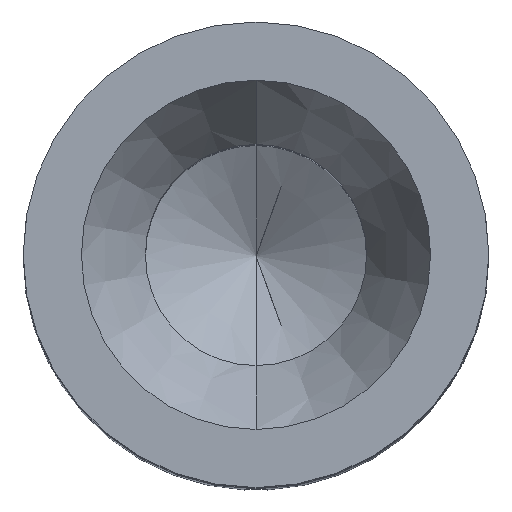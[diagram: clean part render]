
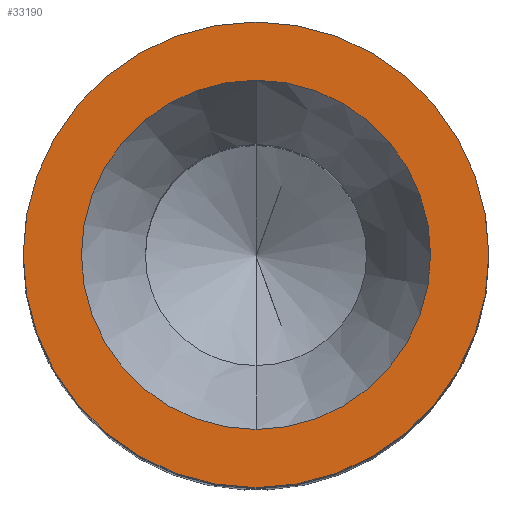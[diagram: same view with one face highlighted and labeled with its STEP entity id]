
A CAD part, top view. The second image highlights one B-rep face of the part: STEP entity #33190.
In plain terms, the highlighted planar face has unit normal (0, 0, 1).
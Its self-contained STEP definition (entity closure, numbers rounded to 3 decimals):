
#32710=CARTESIAN_POINT('',(51.312,49.825,31.6));
#32720=VERTEX_POINT('',#32710);
#32800=CARTESIAN_POINT('',(51.312,43.825,31.6));
#32810=VERTEX_POINT('',#32800);
#32840=CARTESIAN_POINT('',(51.312,46.825,31.6));
#32850=DIRECTION('',(0.,0.,-1.));
#32860=DIRECTION('',(0.,-1.,0.));
#32870=AXIS2_PLACEMENT_3D('',#32840,#32850,#32860);
#32880=CIRCLE('',#32870,3.);
#32890=EDGE_CURVE('',#32720,#32810,#32880,.T.);
#32940=CARTESIAN_POINT('',(51.312,44.2,31.6));
#32950=DIRECTION('',(-0.,0.,1.));
#32960=DIRECTION('',(0.,-1.,0.));
#32970=AXIS2_PLACEMENT_3D('',#32940,#32950,#32960);
#32980=PLANE('',#32970);
#32990=CARTESIAN_POINT('',(51.312,46.825,31.6));
#33000=DIRECTION('',(0.,0.,-1.));
#33010=DIRECTION('',(0.,-1.,0.));
#33020=AXIS2_PLACEMENT_3D('',#32990,#33000,#33010);
#33030=CIRCLE('',#33020,2.25);
#33040=CARTESIAN_POINT('',(51.312,44.575,31.6));
#33050=VERTEX_POINT('',#33040);
#33060=CARTESIAN_POINT('',(51.312,49.075,31.6));
#33070=VERTEX_POINT('',#33060);
#33080=EDGE_CURVE('',#33050,#33070,#33030,.T.);
#33090=ORIENTED_EDGE('',*,*,#33080,.T.);
#33100=EDGE_CURVE('',#33070,#33050,#33030,.T.);
#33110=ORIENTED_EDGE('',*,*,#33100,.T.);
#33120=EDGE_LOOP('',(#33110,#33090));
#33130=FACE_BOUND('',#33120,.T.);
#33140=EDGE_CURVE('',#32810,#32720,#32880,.T.);
#33150=ORIENTED_EDGE('',*,*,#33140,.F.);
#33160=ORIENTED_EDGE('',*,*,#32890,.F.);
#33170=EDGE_LOOP('',(#33160,#33150));
#33180=FACE_OUTER_BOUND('',#33170,.T.);
#33190=ADVANCED_FACE('',(#33130,#33180),#32980,.T.);
